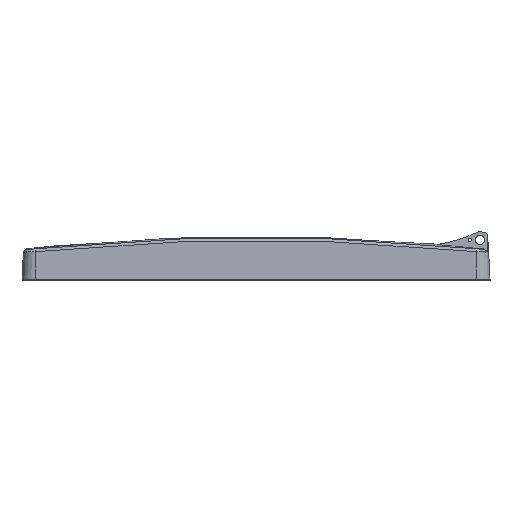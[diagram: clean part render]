
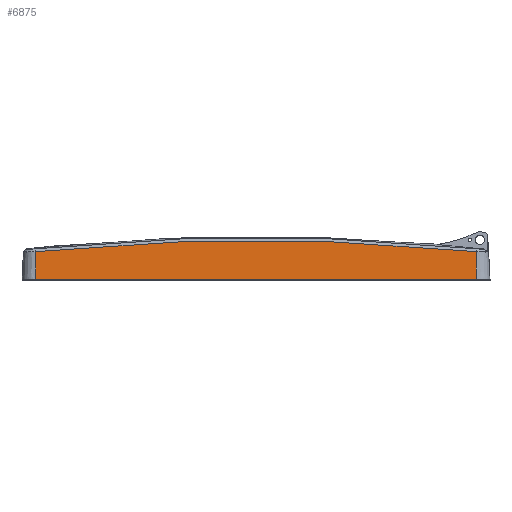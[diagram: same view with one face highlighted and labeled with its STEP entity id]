
A CAD part, top view. The second image highlights one B-rep face of the part: STEP entity #6875.
In plain terms, the highlighted planar face has unit normal (0, 0.052, 0.999).
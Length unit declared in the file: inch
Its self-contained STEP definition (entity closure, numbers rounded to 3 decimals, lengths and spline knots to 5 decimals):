
#168 = CARTESIAN_POINT ( 'NONE',  ( 0.37527, 0.90363, 6.46642 ) ) ;
#744 = FACE_OUTER_BOUND ( 'NONE', #10306, .T. ) ;
#788 = ORIENTED_EDGE ( 'NONE', *, *, #6029, .T. ) ;
#797 = CARTESIAN_POINT ( 'NONE',  ( 0.75065, 0.90006, 6.46661 ) ) ;
#1905 = DIRECTION ( 'NONE',  ( 0., -0.999, 0.052 ) ) ;
#2754 = DIRECTION ( 'NONE',  ( 0., -0.999, 0.052 ) ) ;
#2884 = LINE ( 'NONE', #9887, #3138 ) ;
#3138 = VECTOR ( 'NONE', #1905, 39.37008 ) ;
#3345 = CARTESIAN_POINT ( 'NONE',  ( -5.13976, 0.64347, 6.48006 ) ) ;
#3414 = VERTEX_POINT ( 'NONE', #7752 ) ;
#3458 = VERTEX_POINT ( 'NONE', #8635 ) ;
#3642 = LINE ( 'NONE', #7457, #6657 ) ;
#3724 = CARTESIAN_POINT ( 'NONE',  ( -5.13976, 0.64347, 6.48006 ) ) ;
#3972 = CARTESIAN_POINT ( 'NONE',  ( -5.13976, 0., 6.51378 ) ) ;
#4025 = CARTESIAN_POINT ( 'NONE',  ( 3.00103, 0.82865, 6.47035 ) ) ;
#4034 = EDGE_CURVE ( 'NONE', #3458, #3414, #3642, .T. ) ;
#4083 = VERTEX_POINT ( 'NONE', #9030 ) ;
#4126 = LINE ( 'NONE', #3972, #9646 ) ;
#4915 = CARTESIAN_POINT ( 'NONE',  ( 0.05351, 0.90481, 6.46636 ) ) ;
#5348 = VERTEX_POINT ( 'NONE', #3724 ) ;
#5655 = CARTESIAN_POINT ( 'NONE',  ( 4.28477, 0.73071, 6.47548 ) ) ;
#6025 = EDGE_CURVE ( 'NONE', #4083, #3414, #4126, .T. ) ;
#6029 = EDGE_CURVE ( 'NONE', #3458, #5348, #6857, .T. ) ;
#6249 = ORIENTED_EDGE ( 'NONE', *, *, #7833, .T. ) ;
#6441 = CARTESIAN_POINT ( 'NONE',  ( 1.50114, 0.88578, 6.46736 ) ) ;
#6491 = CARTESIAN_POINT ( 'NONE',  ( -1.7191, 0.90481, 6.46636 ) ) ;
#6515 = ORIENTED_EDGE ( 'NONE', *, *, #4034, .F. ) ;
#6657 = VECTOR ( 'NONE', #2754, 39.37008 ) ;
#6857 = B_SPLINE_CURVE_WITH_KNOTS ( 'NONE', 3,
 ( #8057, #5655, #4025, #6441, #797, #168, #7215, #9906, #4915, #6491, #7325, #3345 ),
 .UNSPECIFIED., .F., .F.,
 ( 4, 1, 1, 1, 1, 2, 2, 4 ),
 ( 0., 0.25, 0.375, 0.4375, 0.46875, 0.48438, 0.5, 1. ),
 .UNSPECIFIED. ) ;
#6875 = ADVANCED_FACE ( 'NONE', ( #744 ), #10253, .T. ) ;
#7007 = CARTESIAN_POINT ( 'NONE',  ( -5.13976, 0., 6.51378 ) ) ;
#7135 = AXIS2_PLACEMENT_3D ( 'NONE', #7007, #9361, #8734 ) ;
#7215 = CARTESIAN_POINT ( 'NONE',  ( 0.21436, 0.90439, 6.46638 ) ) ;
#7325 = CARTESIAN_POINT ( 'NONE',  ( -3.43229, 0.81769, 6.47093 ) ) ;
#7457 = CARTESIAN_POINT ( 'NONE',  ( 5.13976, 0., 6.51378 ) ) ;
#7752 = CARTESIAN_POINT ( 'NONE',  ( 5.13976, 0., 6.51378 ) ) ;
#7833 = EDGE_CURVE ( 'NONE', #5348, #4083, #2884, .T. ) ;
#8057 = CARTESIAN_POINT ( 'NONE',  ( 5.13976, 0.64365, 6.48005 ) ) ;
#8635 = CARTESIAN_POINT ( 'NONE',  ( 5.13976, 0.64365, 6.48005 ) ) ;
#8734 = DIRECTION ( 'NONE',  ( 1., 0., 0. ) ) ;
#9030 = CARTESIAN_POINT ( 'NONE',  ( -5.13976, 0., 6.51378 ) ) ;
#9361 = DIRECTION ( 'NONE',  ( 0., 0.052, 0.999 ) ) ;
#9646 = VECTOR ( 'NONE', #9666, 39.37008 ) ;
#9666 = DIRECTION ( 'NONE',  ( 1., 0., 0. ) ) ;
#9887 = CARTESIAN_POINT ( 'NONE',  ( -5.13976, 0., 6.51378 ) ) ;
#9906 = CARTESIAN_POINT ( 'NONE',  ( 0.10709, 0.90473, 6.46636 ) ) ;
#9968 = ORIENTED_EDGE ( 'NONE', *, *, #6025, .T. ) ;
#10253 = PLANE ( 'NONE',  #7135 ) ;
#10306 = EDGE_LOOP ( 'NONE', ( #6515, #788, #6249, #9968 ) ) ;
